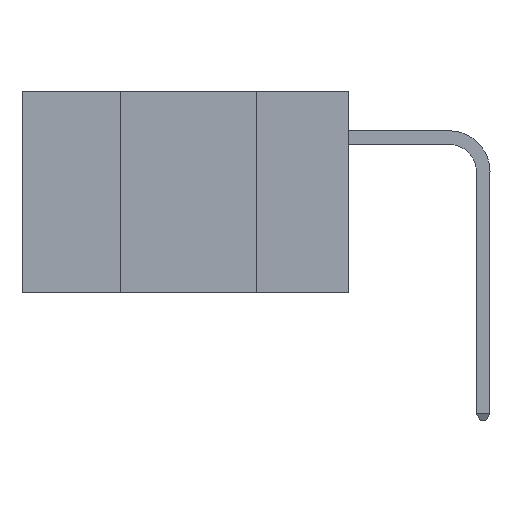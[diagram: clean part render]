
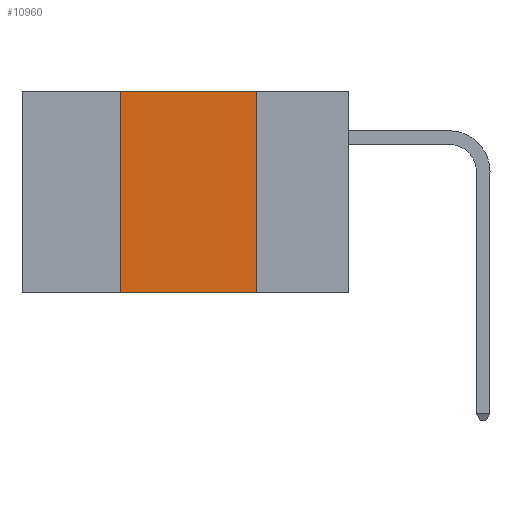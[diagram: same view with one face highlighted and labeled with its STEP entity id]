
A CAD part, left-side view. The second image highlights one B-rep face of the part: STEP entity #10960.
In plain terms, the highlighted planar face has unit normal (-1, 0, 0).
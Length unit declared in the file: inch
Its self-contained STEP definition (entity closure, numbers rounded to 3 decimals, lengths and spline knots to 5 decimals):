
#332 = VERTEX_POINT ( 'NONE', #5777 ) ;
#336 = EDGE_LOOP ( 'NONE', ( #3874, #2529, #973, #11362 ) ) ;
#825 = VERTEX_POINT ( 'NONE', #4167 ) ;
#973 = ORIENTED_EDGE ( 'NONE', *, *, #15124, .F. ) ;
#2108 = LINE ( 'NONE', #11137, #4233 ) ;
#2529 = ORIENTED_EDGE ( 'NONE', *, *, #14266, .F. ) ;
#2553 = EDGE_CURVE ( 'NONE', #825, #7902, #2108, .T. ) ;
#2705 = CARTESIAN_POINT ( 'NONE',  ( 0., 0.6, 0. ) ) ;
#2949 = LINE ( 'NONE', #5591, #7862 ) ;
#3832 = DIRECTION ( 'NONE',  ( 0., -1., 0. ) ) ;
#3874 = ORIENTED_EDGE ( 'NONE', *, *, #11566, .F. ) ;
#3891 = LINE ( 'NONE', #14720, #12865 ) ;
#4167 = CARTESIAN_POINT ( 'NONE',  ( 0., 0.42, -0.37 ) ) ;
#4233 = VECTOR ( 'NONE', #3832, 39.37008 ) ;
#4390 = DIRECTION ( 'NONE',  ( 0., 0., -1. ) ) ;
#5591 = CARTESIAN_POINT ( 'NONE',  ( 0., 0.17, 0. ) ) ;
#5777 = CARTESIAN_POINT ( 'NONE',  ( 0., 0.17, 0. ) ) ;
#5804 = FACE_OUTER_BOUND ( 'NONE', #336, .T. ) ;
#6354 = AXIS2_PLACEMENT_3D ( 'NONE', #9279, #11795, #13178 ) ;
#7063 = PLANE ( 'NONE',  #6354 ) ;
#7862 = VECTOR ( 'NONE', #4390, 39.37008 ) ;
#7902 = VERTEX_POINT ( 'NONE', #12398 ) ;
#8721 = DIRECTION ( 'NONE',  ( 0., -1., 0. ) ) ;
#9049 = VERTEX_POINT ( 'NONE', #9678 ) ;
#9279 = CARTESIAN_POINT ( 'NONE',  ( 0., 0.6, 0. ) ) ;
#9678 = CARTESIAN_POINT ( 'NONE',  ( 0., 0.42, 0. ) ) ;
#10960 = ADVANCED_FACE ( 'NONE', ( #5804 ), #7063, .F. ) ;
#11137 = CARTESIAN_POINT ( 'NONE',  ( 0., 0.6, -0.37 ) ) ;
#11362 = ORIENTED_EDGE ( 'NONE', *, *, #2553, .T. ) ;
#11566 = EDGE_CURVE ( 'NONE', #332, #7902, #2949, .T. ) ;
#11795 = DIRECTION ( 'NONE',  ( 1., 0., 0. ) ) ;
#12398 = CARTESIAN_POINT ( 'NONE',  ( 0., 0.17, -0.37 ) ) ;
#12865 = VECTOR ( 'NONE', #13613, 39.37008 ) ;
#13178 = DIRECTION ( 'NONE',  ( 0., 0., -1. ) ) ;
#13444 = LINE ( 'NONE', #2705, #15140 ) ;
#13613 = DIRECTION ( 'NONE',  ( 0., 0., 1. ) ) ;
#14266 = EDGE_CURVE ( 'NONE', #9049, #332, #13444, .T. ) ;
#14720 = CARTESIAN_POINT ( 'NONE',  ( 0., 0.42, 0. ) ) ;
#15124 = EDGE_CURVE ( 'NONE', #825, #9049, #3891, .T. ) ;
#15140 = VECTOR ( 'NONE', #8721, 39.37008 ) ;
